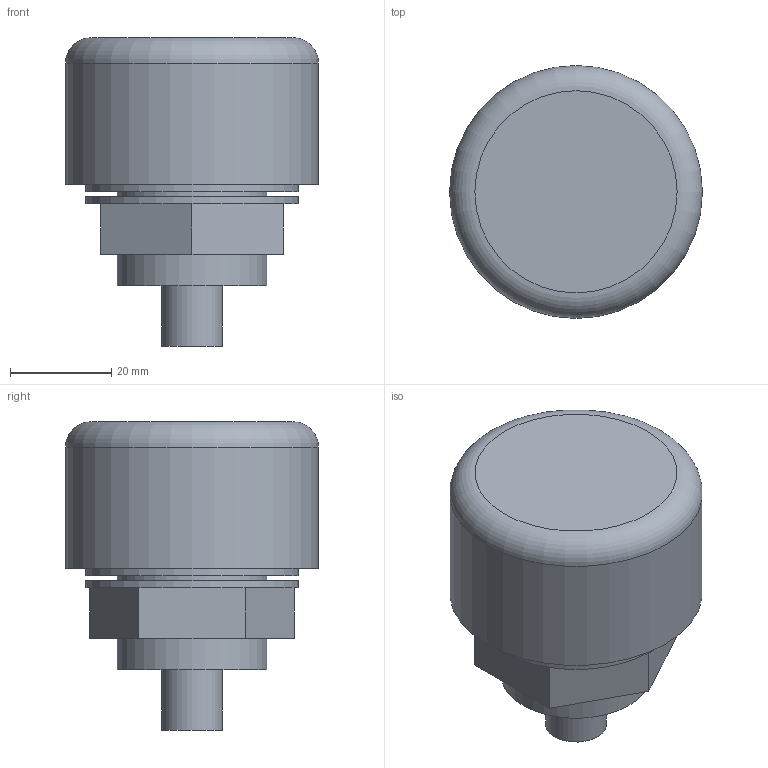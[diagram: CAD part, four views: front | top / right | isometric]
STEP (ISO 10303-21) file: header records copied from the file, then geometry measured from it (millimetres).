
FILE_DESCRIPTION( ( '' ), ' ' );
FILE_NAME( '5ed327df9a1f740f8e4cd02b.step', '2020-05-31T03:43:27', ( '' ), ( '' ), ' ', ' ', ' ' );
FILE_SCHEMA( ( 'AUTOMOTIVE_DESIGN { 1 0 10303 214 1 1 1 1 }' ) );
Length unit declared in the file: metre
Products named in the file (1): Alarm
Bounding box: 50 x 50 x 61 mm (x, y, z)
Volume: 77223.3 mm3; surface area: 12796.6 mm2
Topology: 1 solids, 1 shells, 25 faces, 47 edges, 32 vertices
Faces by surface type: plane 16, cylinder 8, torus 1
Full cylindrical faces by diameter (mm): 12 x1, 29.6 x2, 31 x2, 42 x2, 50 x1
Entity records: 788 total; most frequent: DIRECTION 106, CARTESIAN_POINT 92, ORIENTED_EDGE 72, AXIS2_PLACEMENT_3D 44, EDGE_LOOP 42, EDGE_CURVE 36, FACE_OUTER_BOUND 34, VERTEX_POINT 30
